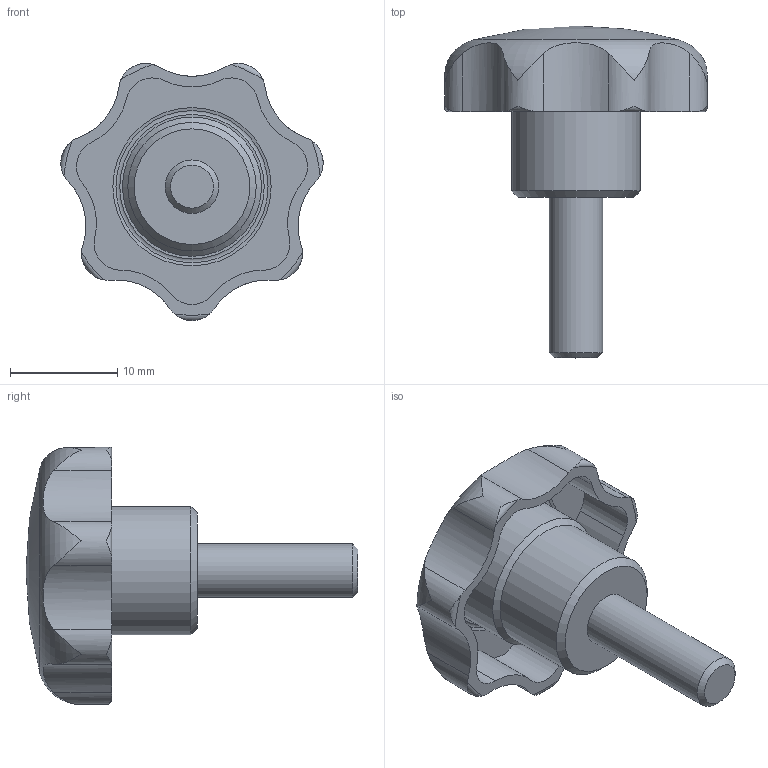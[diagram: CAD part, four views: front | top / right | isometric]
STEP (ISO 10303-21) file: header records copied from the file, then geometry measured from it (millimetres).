
FILE_DESCRIPTION( ( 'STEP AP214' ), '1' );
FILE_NAME( 'K0155.4055X15_lichtgrau.stp', '2020-11-26T09:05:41', ( '' ), ( '' ), ' ', 'PARTsolutions', ' ' );
FILE_SCHEMA( ( 'AUTOMOTIVE_DESIGN { 1 0 10303 214 1 1 1 1 }' ) );
Length unit declared in the file: millimetre
Products named in the file (1): _K0155.4055X15_lichtgrau
Bounding box: 24.5 x 31 x 24.01 mm (x, y, z)
Volume: 2925.6 mm3; surface area: 2405.5 mm2
Topology: 1 solids, 1 shells, 50 faces, 145 edges, 100 vertices
Faces by surface type: cylinder 31, torus 9, plane 5, cone 3, sphere 2
Full cylindrical faces by diameter (mm): 5 x1, 12 x1, 13 x1
Entity records: 2346 total; most frequent: CARTESIAN_POINT 664, DIRECTION 266, ORIENTED_EDGE 262, EDGE_CURVE 131, AXIS2_PLACEMENT_3D 119, VERTEX_POINT 97, CIRCLE 68, EDGE_LOOP 63
